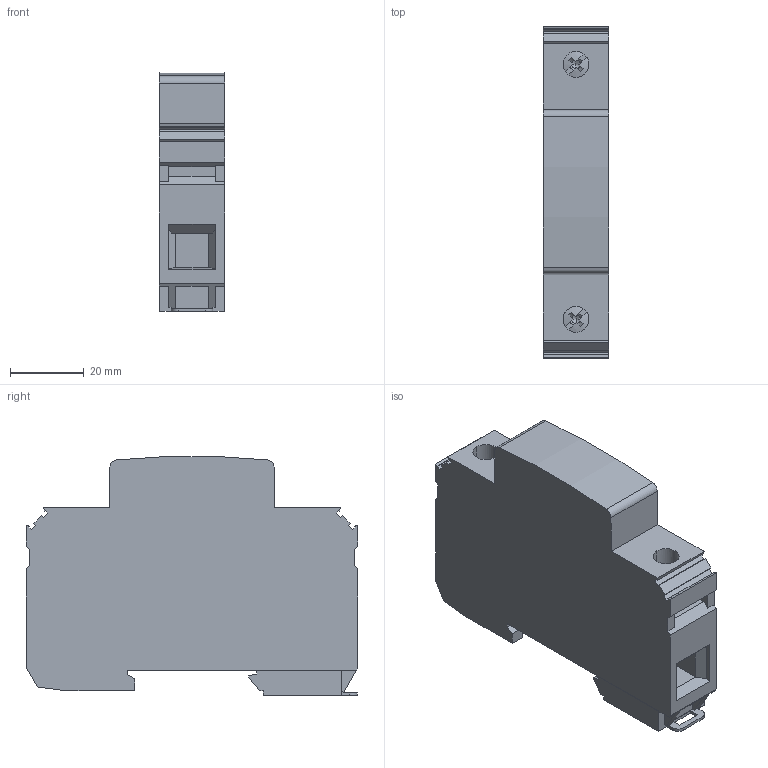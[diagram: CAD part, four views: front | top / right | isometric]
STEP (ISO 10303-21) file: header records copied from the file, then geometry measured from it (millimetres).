
FILE_DESCRIPTION(('Creo Elements/Direct Modeling STEP Export'),'2;1');
FILE_NAME('model.stp','2020-07-20T 8:43:03',(''),(''),'Creo Elements/Direct Modeling STEP processor for AP214 (Solid Model)','Creo Elements/Direct Modeling 20.1A 29-Sep-2018 (C) Parametric Technology GmbH','');
FILE_SCHEMA(('AUTOMOTIVE_DESIGN { 1 0 10303 214 1 1 1 1 }'));
Length unit declared in the file: millimetre
Products named in the file (2): FLT_25-400-select
Assembly tree (1 placements, depth 2):
  FLT_25-400-select
    FLT_25-400-select
Bounding box: 17.7 x 89.8 x 64.68 mm (x, y, z)
Volume: 79452.3 mm3; surface area: 18368 mm2
Topology: 1 solids, 1 shells, 179 faces, 519 edges, 342 vertices
Faces by surface type: plane 154, cone 12, cylinder 9, sphere 4
Entity records: 8307 total; most frequent: CARTESIAN_POINT 2354, ORIENTED_EDGE 1030, DIRECTION 830, EDGE_CURVE 515, VECTOR 414, LINE 414, VERTEX_POINT 342, AXIS2_PLACEMENT_3D 208
